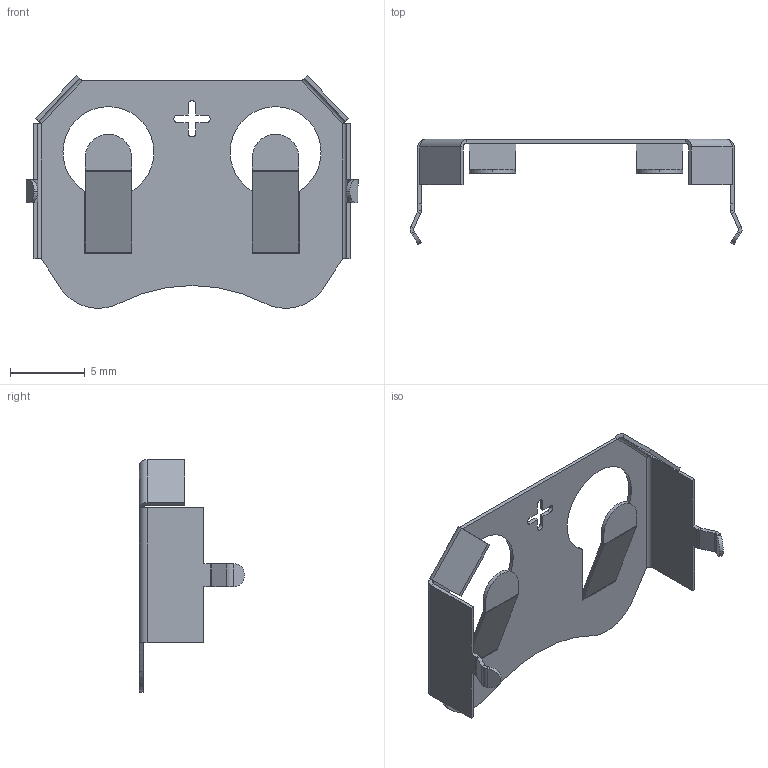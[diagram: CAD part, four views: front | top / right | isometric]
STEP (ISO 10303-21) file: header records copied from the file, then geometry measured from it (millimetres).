
FILE_DESCRIPTION (( 'STEP AP214' ), '1' );
FILE_NAME ('3035.STEP', '2021-07-15T18:26:43', ( '' ), ( '' ), 'SwSTEP 2.0', 'SolidWorks 2013', '' );
FILE_SCHEMA (( 'AUTOMOTIVE_DESIGN' ));
Length unit declared in the file: inch
Products named in the file (1): 3035
Bounding box: 22.25 x 7.04 x 15.59 mm (x, y, z)
Volume: 91 mm3; surface area: 766.9 mm2
Topology: 1 solids, 1 shells, 142 faces, 324 edges, 184 vertices
Faces by surface type: plane 103, cylinder 39
Entity records: 3910 total; most frequent: DIRECTION 688, CARTESIAN_POINT 651, ORIENTED_EDGE 648, EDGE_CURVE 324, VECTOR 246, LINE 246, AXIS2_PLACEMENT_3D 221, VERTEX_POINT 184
